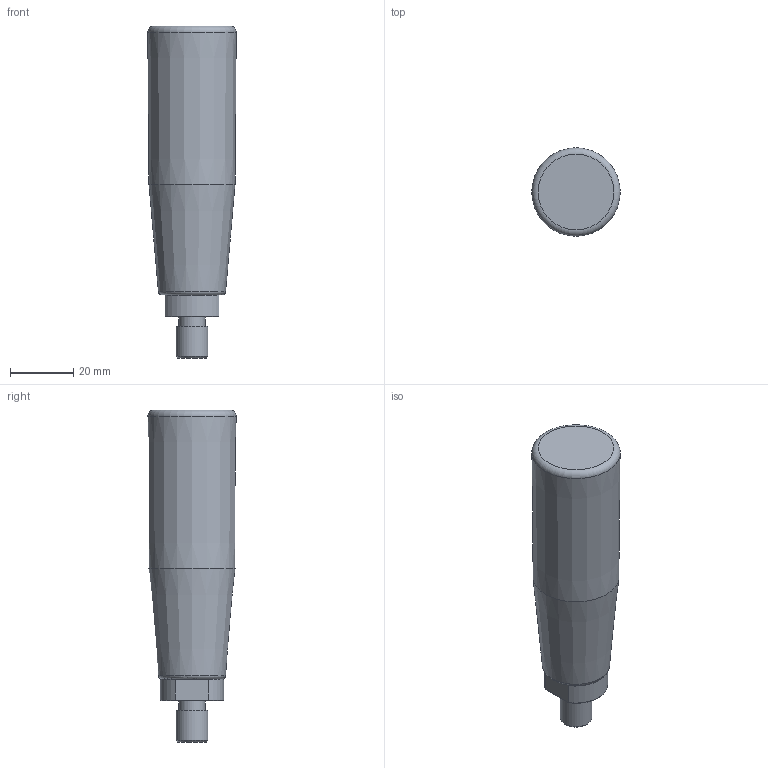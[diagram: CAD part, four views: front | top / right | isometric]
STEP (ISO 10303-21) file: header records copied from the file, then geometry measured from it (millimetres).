
FILE_DESCRIPTION( ( 'Unknown' ), '1' );
FILE_NAME( '6138025_MCG28x85_M10.stp', 'Unknown', ( 'Unknown' ), ( 'Unknown' ), 'PSStep 11.0', 'Unknown', ' ' );
FILE_SCHEMA( ( 'AUTOMOTIVE_DESIGN { 1 0 10303 214 1 1 1 1 }' ) );
Length unit declared in the file: millimetre
Products named in the file (1): 8900102
Bounding box: 27.97 x 27.97 x 105 mm (x, y, z)
Volume: 46064.5 mm3; surface area: 15076.6 mm2
Topology: 1 solids, 2 shells, 50 faces, 104 edges, 64 vertices
Faces by surface type: plane 22, cone 14, cylinder 11, torus 3
Full cylindrical faces by diameter (mm): 8.3 x1, 9 x1, 10 x2, 10.6 x1, 14 x1, 14.5 x1
Entity records: 1618 total; most frequent: CARTESIAN_POINT 239, DIRECTION 210, ORIENTED_EDGE 164, AXIS2_PLACEMENT_3D 93, EDGE_CURVE 82, EDGE_LOOP 72, FACE_OUTER_BOUND 60, VERTEX_POINT 58
